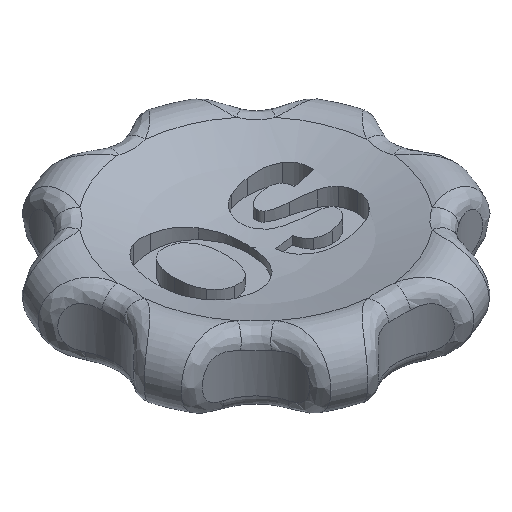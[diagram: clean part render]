
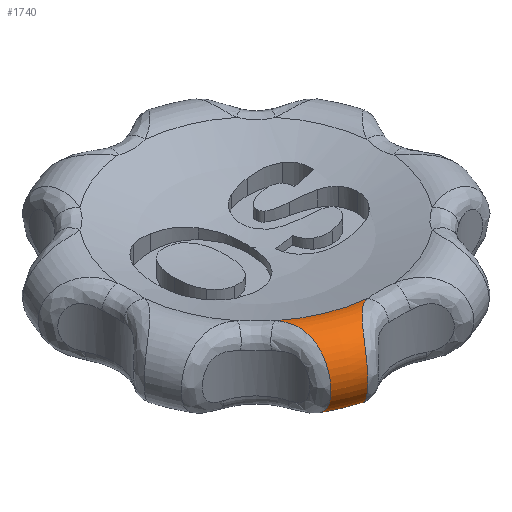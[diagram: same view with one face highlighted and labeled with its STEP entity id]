
A CAD part, isometric view. The second image highlights one B-rep face of the part: STEP entity #1740.
In plain terms, the highlighted toroidal (fillet/blend) face has major radius 20 mm and minor radius 5 mm.
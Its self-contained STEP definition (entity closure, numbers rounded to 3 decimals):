
#31=TOROIDAL_SURFACE('',#1845,20.,5.);
#49=CIRCLE('',#1793,18.077);
#65=CIRCLE('',#1811,20.);
#191=FACE_OUTER_BOUND('',#294,.T.);
#294=EDGE_LOOP('',(#1469,#1470,#1471,#1472,#1473));
#548=B_SPLINE_CURVE_WITH_KNOTS('',3,(#5257,#5258,#5259,#5260,#5261,#5262,
#5263,#5264),.UNSPECIFIED.,.F.,.F.,(4,1,1,1,1,4),(-0.784,-0.594,
-0.404,-0.215,-0.025,0.),
 .UNSPECIFIED.);
#549=B_SPLINE_CURVE_WITH_KNOTS('',3,(#5265,#5266,#5267,#5268,#5269,#5270,
#5271,#5272,#5273,#5274,#5275,#5276,#5277,#5278,#5279,#5280,#5281,#5282,
#5283,#5284,#5285,#5286,#5287,#5288,#5289,#5290,#5291,#5292,#5293,#5294,
#5295,#5296,#5297,#5298,#5299,#5300,#5301,#5302,#5303,#5304,#5305,#5306,
#5307,#5308,#5309,#5310,#5311,#5312,#5313,#5314,#5315,#5316,#5317,#5318,
#5319,#5320,#5321,#5322),.UNSPECIFIED.,.F.,.F.,(4,3,3,3,3,3,3,3,3,3,3,3,
3,3,3,3,3,3,3,4),(-3.983,-3.947,-3.912,
-3.89,-3.853,-3.818,-3.796,
-3.761,-3.723,-3.683,-3.676,
-3.647,-3.628,-3.598,-3.567,
-3.533,-3.505,-3.476,-3.447,
-3.438),.UNSPECIFIED.);
#554=B_SPLINE_CURVE_WITH_KNOTS('',3,(#5556,#5557,#5558,#5559,#5560,#5561,
#5562,#5563,#5564,#5565),.UNSPECIFIED.,.F.,.F.,(4,1,1,1,1,1,1,4),(-2.675,
-2.475,-2.274,-2.074,-1.874,
-1.673,-1.473,-1.273),.UNSPECIFIED.);
#690=VERTEX_POINT('',#3940);
#691=VERTEX_POINT('',#3945);
#710=VERTEX_POINT('',#4352);
#711=VERTEX_POINT('',#4354);
#733=VERTEX_POINT('',#5256);
#920=EDGE_CURVE('',#691,#690,#49,.T.);
#946=EDGE_CURVE('',#710,#711,#65,.T.);
#983=EDGE_CURVE('',#691,#733,#548,.T.);
#984=EDGE_CURVE('',#733,#710,#549,.T.);
#993=EDGE_CURVE('',#711,#690,#554,.T.);
#1469=ORIENTED_EDGE('',*,*,#983,.F.);
#1470=ORIENTED_EDGE('',*,*,#920,.T.);
#1471=ORIENTED_EDGE('',*,*,#993,.F.);
#1472=ORIENTED_EDGE('',*,*,#946,.F.);
#1473=ORIENTED_EDGE('',*,*,#984,.F.);
#1740=ADVANCED_FACE('',(#191),#31,.T.);
#1793=AXIS2_PLACEMENT_3D('',#3946,#1957,#1958);
#1811=AXIS2_PLACEMENT_3D('',#4355,#1993,#1994);
#1845=AXIS2_PLACEMENT_3D('',#5555,#2061,#2062);
#1957=DIRECTION('center_axis',(0.,0.,-1.));
#1958=DIRECTION('ref_axis',(1.,0.,0.));
#1993=DIRECTION('center_axis',(0.,0.,-1.));
#1994=DIRECTION('ref_axis',(1.,0.,0.));
#2061=DIRECTION('center_axis',(0.,0.,-1.));
#2062=DIRECTION('ref_axis',(-1.,0.,0.));
#3940=CARTESIAN_POINT('',(-11.321,-14.093,9.615));
#3945=CARTESIAN_POINT('',(-1.96,-17.97,9.615));
#3946=CARTESIAN_POINT('Origin',(0.,0.,9.615));
#4352=CARTESIAN_POINT('',(-4.219,-19.55,0.));
#4354=CARTESIAN_POINT('',(-10.841,-16.807,0.));
#4355=CARTESIAN_POINT('Origin',(0.,0.,0.));
#5256=CARTESIAN_POINT('',(-7.654,-23.799,5.));
#5257=CARTESIAN_POINT('Ctrl Pts',(-1.96,-17.97,9.615));
#5258=CARTESIAN_POINT('Ctrl Pts',(-2.549,-18.247,9.757));
#5259=CARTESIAN_POINT('Ctrl Pts',(-3.737,-19.033,10.068));
#5260=CARTESIAN_POINT('Ctrl Pts',(-5.578,-20.854,9.972));
#5261=CARTESIAN_POINT('Ctrl Pts',(-7.156,-22.968,8.427));
#5262=CARTESIAN_POINT('Ctrl Pts',(-7.629,-23.765,6.302));
#5263=CARTESIAN_POINT('Ctrl Pts',(-7.655,-23.804,5.134));
#5264=CARTESIAN_POINT('Ctrl Pts',(-7.655,-23.804,5.));
#5265=CARTESIAN_POINT('Ctrl Pts',(-7.655,-23.804,5.));
#5266=CARTESIAN_POINT('Ctrl Pts',(-7.655,-23.803,4.807));
#5267=CARTESIAN_POINT('Ctrl Pts',(-7.649,-23.792,4.615));
#5268=CARTESIAN_POINT('Ctrl Pts',(-7.637,-23.772,4.424));
#5269=CARTESIAN_POINT('Ctrl Pts',(-7.624,-23.752,4.23));
#5270=CARTESIAN_POINT('Ctrl Pts',(-7.606,-23.721,4.038));
#5271=CARTESIAN_POINT('Ctrl Pts',(-7.581,-23.682,3.848));
#5272=CARTESIAN_POINT('Ctrl Pts',(-7.567,-23.658,3.736));
#5273=CARTESIAN_POINT('Ctrl Pts',(-7.55,-23.632,3.624));
#5274=CARTESIAN_POINT('Ctrl Pts',(-7.531,-23.602,3.514));
#5275=CARTESIAN_POINT('Ctrl Pts',(-7.498,-23.55,3.322));
#5276=CARTESIAN_POINT('Ctrl Pts',(-7.459,-23.488,3.134));
#5277=CARTESIAN_POINT('Ctrl Pts',(-7.413,-23.417,2.952));
#5278=CARTESIAN_POINT('Ctrl Pts',(-7.37,-23.35,2.779));
#5279=CARTESIAN_POINT('Ctrl Pts',(-7.32,-23.274,2.61));
#5280=CARTESIAN_POINT('Ctrl Pts',(-7.265,-23.191,2.449));
#5281=CARTESIAN_POINT('Ctrl Pts',(-7.232,-23.141,2.353));
#5282=CARTESIAN_POINT('Ctrl Pts',(-7.197,-23.089,2.258));
#5283=CARTESIAN_POINT('Ctrl Pts',(-7.16,-23.034,2.167));
#5284=CARTESIAN_POINT('Ctrl Pts',(-7.098,-22.941,2.012));
#5285=CARTESIAN_POINT('Ctrl Pts',(-7.03,-22.841,1.865));
#5286=CARTESIAN_POINT('Ctrl Pts',(-6.957,-22.737,1.726));
#5287=CARTESIAN_POINT('Ctrl Pts',(-6.88,-22.626,1.579));
#5288=CARTESIAN_POINT('Ctrl Pts',(-6.798,-22.51,1.442));
#5289=CARTESIAN_POINT('Ctrl Pts',(-6.711,-22.39,1.313));
#5290=CARTESIAN_POINT('Ctrl Pts',(-6.618,-22.262,1.176));
#5291=CARTESIAN_POINT('Ctrl Pts',(-6.52,-22.129,1.05));
#5292=CARTESIAN_POINT('Ctrl Pts',(-6.417,-21.993,0.934));
#5293=CARTESIAN_POINT('Ctrl Pts',(-6.401,-21.972,0.916));
#5294=CARTESIAN_POINT('Ctrl Pts',(-6.384,-21.95,0.898));
#5295=CARTESIAN_POINT('Ctrl Pts',(-6.368,-21.928,0.88));
#5296=CARTESIAN_POINT('Ctrl Pts',(-6.292,-21.829,0.799));
#5297=CARTESIAN_POINT('Ctrl Pts',(-6.214,-21.728,0.723));
#5298=CARTESIAN_POINT('Ctrl Pts',(-6.133,-21.626,0.653));
#5299=CARTESIAN_POINT('Ctrl Pts',(-6.08,-21.559,0.607));
#5300=CARTESIAN_POINT('Ctrl Pts',(-6.026,-21.491,0.564));
#5301=CARTESIAN_POINT('Ctrl Pts',(-5.971,-21.424,0.523));
#5302=CARTESIAN_POINT('Ctrl Pts',(-5.886,-21.32,0.461));
#5303=CARTESIAN_POINT('Ctrl Pts',(-5.8,-21.216,0.405));
#5304=CARTESIAN_POINT('Ctrl Pts',(-5.712,-21.113,0.356));
#5305=CARTESIAN_POINT('Ctrl Pts',(-5.621,-21.005,0.304));
#5306=CARTESIAN_POINT('Ctrl Pts',(-5.528,-20.898,0.259));
#5307=CARTESIAN_POINT('Ctrl Pts',(-5.434,-20.792,0.22));
#5308=CARTESIAN_POINT('Ctrl Pts',(-5.33,-20.674,0.177));
#5309=CARTESIAN_POINT('Ctrl Pts',(-5.224,-20.557,0.141));
#5310=CARTESIAN_POINT('Ctrl Pts',(-5.117,-20.442,0.112));
#5311=CARTESIAN_POINT('Ctrl Pts',(-5.031,-20.35,0.088));
#5312=CARTESIAN_POINT('Ctrl Pts',(-4.945,-20.259,0.069));
#5313=CARTESIAN_POINT('Ctrl Pts',(-4.858,-20.17,0.054));
#5314=CARTESIAN_POINT('Ctrl Pts',(-4.767,-20.077,0.037));
#5315=CARTESIAN_POINT('Ctrl Pts',(-4.677,-19.986,0.025));
#5316=CARTESIAN_POINT('Ctrl Pts',(-4.586,-19.897,0.017));
#5317=CARTESIAN_POINT('Ctrl Pts',(-4.492,-19.805,0.008));
#5318=CARTESIAN_POINT('Ctrl Pts',(-4.398,-19.715,0.003));
#5319=CARTESIAN_POINT('Ctrl Pts',(-4.303,-19.628,0.001));
#5320=CARTESIAN_POINT('Ctrl Pts',(-4.275,-19.602,0.));
#5321=CARTESIAN_POINT('Ctrl Pts',(-4.247,-19.576,0.));
#5322=CARTESIAN_POINT('Ctrl Pts',(-4.219,-19.55,0.));
#5555=CARTESIAN_POINT('Origin',(0.,0.,5.));
#5556=CARTESIAN_POINT('Ctrl Pts',(-10.841,-16.807,0.));
#5557=CARTESIAN_POINT('Ctrl Pts',(-10.804,-17.623,0.));
#5558=CARTESIAN_POINT('Ctrl Pts',(-10.872,-19.421,0.261));
#5559=CARTESIAN_POINT('Ctrl Pts',(-11.296,-21.809,2.244));
#5560=CARTESIAN_POINT('Ctrl Pts',(-11.504,-22.566,5.433));
#5561=CARTESIAN_POINT('Ctrl Pts',(-11.181,-21.301,8.426));
#5562=CARTESIAN_POINT('Ctrl Pts',(-10.801,-18.69,9.972));
#5563=CARTESIAN_POINT('Ctrl Pts',(-10.815,-16.1,10.068));
#5564=CARTESIAN_POINT('Ctrl Pts',(-11.1,-14.705,9.757));
#5565=CARTESIAN_POINT('Ctrl Pts',(-11.321,-14.093,9.615));
